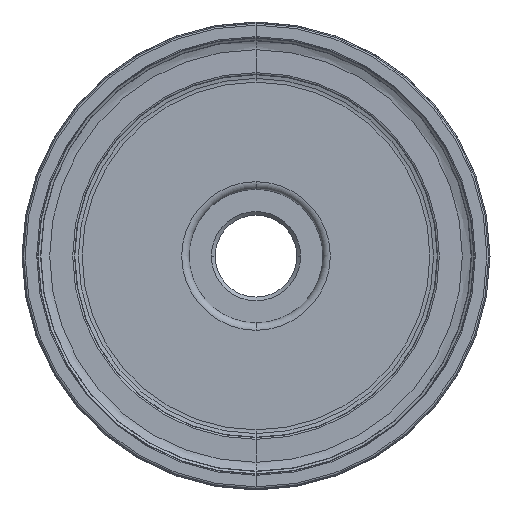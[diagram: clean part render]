
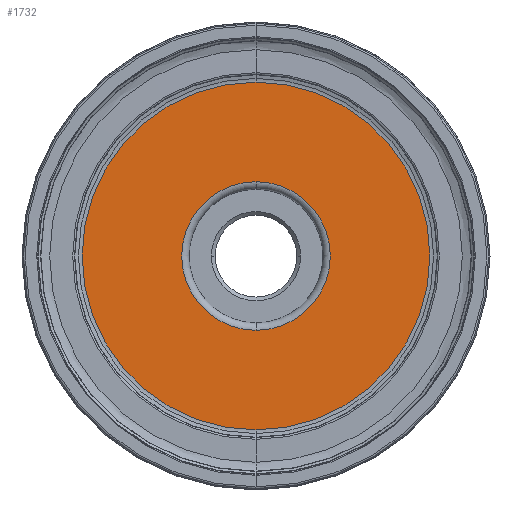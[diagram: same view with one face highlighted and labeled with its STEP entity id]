
A CAD part, top view. The second image highlights one B-rep face of the part: STEP entity #1732.
In plain terms, the highlighted planar face has unit normal (0, 0, 1).
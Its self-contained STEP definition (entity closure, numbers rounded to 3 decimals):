
#614=CARTESIAN_POINT('',(0.,0.,38.204));
#615=DIRECTION('',(0.,0.,-1.));
#616=DIRECTION('',(0.,1.,0.));
#617=AXIS2_PLACEMENT_3D('',#614,#615,#616);
#619=CARTESIAN_POINT('',(0.,0.,38.204));
#620=DIRECTION('',(0.,0.,-1.));
#621=DIRECTION('',(0.,-1.,0.));
#622=AXIS2_PLACEMENT_3D('',#619,#620,#621);
#624=CARTESIAN_POINT('',(0.,0.,38.204));
#625=DIRECTION('',(0.,0.,-1.));
#626=DIRECTION('',(0.,-1.,0.));
#627=AXIS2_PLACEMENT_3D('',#624,#625,#626);
#629=CARTESIAN_POINT('',(0.,0.,38.204));
#630=DIRECTION('',(0.,0.,-1.));
#631=DIRECTION('',(0.,1.,0.));
#632=AXIS2_PLACEMENT_3D('',#629,#630,#631);
#819=CARTESIAN_POINT('',(0.,23.391,38.204));
#820=CARTESIAN_POINT('',(0.,-23.391,
38.204));
#821=VERTEX_POINT('',#819);
#822=VERTEX_POINT('',#820);
#943=CARTESIAN_POINT('',(0.,-10.,38.204));
#944=CARTESIAN_POINT('',(0.,10.,38.204));
#945=VERTEX_POINT('',#943);
#946=VERTEX_POINT('',#944);
#1716=CARTESIAN_POINT('',(0.,0.,38.204));
#1717=DIRECTION('',(0.,0.,-1.));
#1718=DIRECTION('',(0.,-1.,0.));
#1719=AXIS2_PLACEMENT_3D('',#1716,#1717,#1718);
#1720=PLANE('',#1719);
#1722=ORIENTED_EDGE('',*,*,#1721,.T.);
#1724=ORIENTED_EDGE('',*,*,#1723,.T.);
#1725=EDGE_LOOP('',(#1722,#1724));
#1726=FACE_OUTER_BOUND('',#1725,.F.);
#1728=ORIENTED_EDGE('',*,*,#1727,.F.);
#1729=ORIENTED_EDGE('',*,*,#1706,.F.);
#1730=EDGE_LOOP('',(#1728,#1729));
#1731=FACE_BOUND('',#1730,.F.);
#1732=ADVANCED_FACE('',(#1726,#1731),#1720,.F.);
#618=CIRCLE('',#617,23.391);
#623=CIRCLE('',#622,23.391);
#628=CIRCLE('',#627,10.);
#633=CIRCLE('',#632,10.);
#1706=EDGE_CURVE('',#946,#945,#633,.T.);
#1721=EDGE_CURVE('',#821,#822,#618,.T.);
#1723=EDGE_CURVE('',#822,#821,#623,.T.);
#1727=EDGE_CURVE('',#945,#946,#628,.T.);
